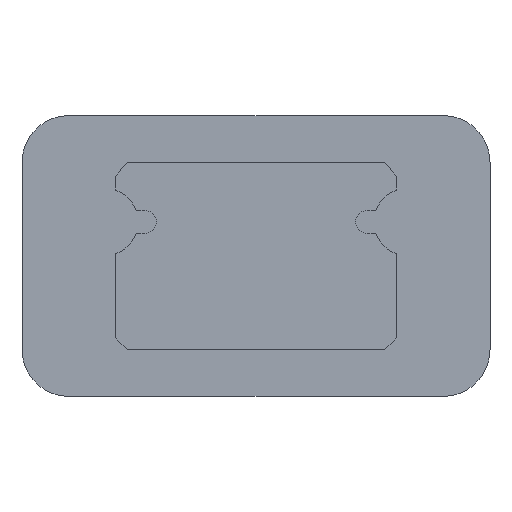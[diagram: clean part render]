
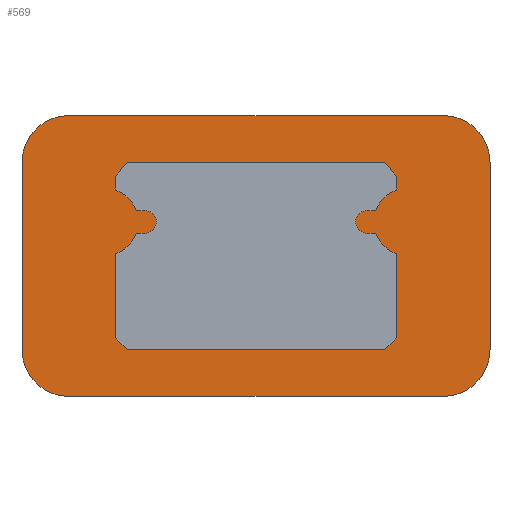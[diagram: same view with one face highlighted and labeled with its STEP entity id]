
A CAD part, front view. The second image highlights one B-rep face of the part: STEP entity #569.
In plain terms, the highlighted planar face has unit normal (0, -1, 0).
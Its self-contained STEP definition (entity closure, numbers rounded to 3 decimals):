
#15=FACE_BOUND('',#81,.T.);
#16=CIRCLE('',#613,1.44);
#18=CIRCLE('',#617,2.);
#19=CIRCLE('',#618,2.);
#20=CIRCLE('',#619,2.);
#21=CIRCLE('',#620,2.);
#22=CIRCLE('',#621,0.5);
#23=CIRCLE('',#622,1.44);
#24=CIRCLE('',#623,1.44);
#25=CIRCLE('',#624,0.5);
#26=CIRCLE('',#625,1.44);
#49=FACE_OUTER_BOUND('',#80,.T.);
#80=EDGE_LOOP('',(#389,#390,#391,#392,#393,#394,#395,#396));
#81=EDGE_LOOP('',(#397,#398,#399,#400,#401,#402,#403,#404,#405,#406,#407,
#408,#409,#410,#411,#412,#413,#414,#415,#416));
#112=LINE('',#839,#176);
#116=LINE('',#853,#180);
#118=LINE('',#858,#182);
#119=LINE('',#862,#183);
#120=LINE('',#866,#184);
#121=LINE('',#870,#185);
#122=LINE('',#873,#186);
#123=LINE('',#878,#187);
#124=LINE('',#880,#188);
#125=LINE('',#882,#189);
#126=LINE('',#884,#190);
#127=LINE('',#886,#191);
#128=LINE('',#890,#192);
#129=LINE('',#894,#193);
#130=LINE('',#898,#194);
#131=LINE('',#900,#195);
#132=LINE('',#902,#196);
#133=LINE('',#903,#197);
#176=VECTOR('',#669,10.);
#180=VECTOR('',#681,10.);
#182=VECTOR('',#685,10.);
#183=VECTOR('',#688,10.);
#184=VECTOR('',#691,10.);
#185=VECTOR('',#694,10.);
#186=VECTOR('',#697,10.);
#187=VECTOR('',#702,10.);
#188=VECTOR('',#703,10.);
#189=VECTOR('',#704,10.);
#190=VECTOR('',#705,10.);
#191=VECTOR('',#706,10.);
#192=VECTOR('',#709,10.);
#193=VECTOR('',#712,10.);
#194=VECTOR('',#715,10.);
#195=VECTOR('',#716,10.);
#196=VECTOR('',#717,10.);
#197=VECTOR('',#718,10.);
#238=VERTEX_POINT('',#833);
#240=VERTEX_POINT('',#837);
#241=VERTEX_POINT('',#841);
#245=VERTEX_POINT('',#850);
#246=VERTEX_POINT('',#852);
#247=VERTEX_POINT('',#856);
#248=VERTEX_POINT('',#857);
#249=VERTEX_POINT('',#859);
#250=VERTEX_POINT('',#861);
#251=VERTEX_POINT('',#863);
#252=VERTEX_POINT('',#865);
#253=VERTEX_POINT('',#867);
#254=VERTEX_POINT('',#869);
#255=VERTEX_POINT('',#872);
#256=VERTEX_POINT('',#875);
#257=VERTEX_POINT('',#877);
#258=VERTEX_POINT('',#879);
#259=VERTEX_POINT('',#881);
#260=VERTEX_POINT('',#883);
#261=VERTEX_POINT('',#885);
#262=VERTEX_POINT('',#887);
#263=VERTEX_POINT('',#889);
#264=VERTEX_POINT('',#891);
#265=VERTEX_POINT('',#893);
#266=VERTEX_POINT('',#895);
#267=VERTEX_POINT('',#897);
#268=VERTEX_POINT('',#899);
#269=VERTEX_POINT('',#901);
#296=EDGE_CURVE('',#240,#238,#112,.T.);
#297=EDGE_CURVE('',#238,#241,#16,.T.);
#302=EDGE_CURVE('',#245,#246,#116,.T.);
#304=EDGE_CURVE('',#247,#248,#118,.T.);
#305=EDGE_CURVE('',#249,#248,#18,.T.);
#306=EDGE_CURVE('',#249,#250,#119,.T.);
#307=EDGE_CURVE('',#251,#250,#19,.T.);
#308=EDGE_CURVE('',#251,#252,#120,.T.);
#309=EDGE_CURVE('',#253,#252,#20,.T.);
#310=EDGE_CURVE('',#253,#254,#121,.T.);
#311=EDGE_CURVE('',#247,#254,#21,.T.);
#312=EDGE_CURVE('',#241,#255,#122,.T.);
#313=EDGE_CURVE('',#246,#240,#22,.T.);
#314=EDGE_CURVE('',#256,#245,#23,.T.);
#315=EDGE_CURVE('',#257,#256,#123,.T.);
#316=EDGE_CURVE('',#258,#257,#124,.T.);
#317=EDGE_CURVE('',#259,#258,#125,.T.);
#318=EDGE_CURVE('',#260,#259,#126,.T.);
#319=EDGE_CURVE('',#261,#260,#127,.T.);
#320=EDGE_CURVE('',#262,#261,#24,.T.);
#321=EDGE_CURVE('',#263,#262,#128,.T.);
#322=EDGE_CURVE('',#264,#263,#25,.T.);
#323=EDGE_CURVE('',#265,#264,#129,.T.);
#324=EDGE_CURVE('',#266,#265,#26,.T.);
#325=EDGE_CURVE('',#267,#266,#130,.T.);
#326=EDGE_CURVE('',#268,#267,#131,.T.);
#327=EDGE_CURVE('',#269,#268,#132,.T.);
#328=EDGE_CURVE('',#255,#269,#133,.T.);
#389=ORIENTED_EDGE('',*,*,#304,.T.);
#390=ORIENTED_EDGE('',*,*,#305,.F.);
#391=ORIENTED_EDGE('',*,*,#306,.T.);
#392=ORIENTED_EDGE('',*,*,#307,.F.);
#393=ORIENTED_EDGE('',*,*,#308,.T.);
#394=ORIENTED_EDGE('',*,*,#309,.F.);
#395=ORIENTED_EDGE('',*,*,#310,.T.);
#396=ORIENTED_EDGE('',*,*,#311,.F.);
#397=ORIENTED_EDGE('',*,*,#312,.F.);
#398=ORIENTED_EDGE('',*,*,#297,.F.);
#399=ORIENTED_EDGE('',*,*,#296,.F.);
#400=ORIENTED_EDGE('',*,*,#313,.F.);
#401=ORIENTED_EDGE('',*,*,#302,.F.);
#402=ORIENTED_EDGE('',*,*,#314,.F.);
#403=ORIENTED_EDGE('',*,*,#315,.F.);
#404=ORIENTED_EDGE('',*,*,#316,.F.);
#405=ORIENTED_EDGE('',*,*,#317,.F.);
#406=ORIENTED_EDGE('',*,*,#318,.F.);
#407=ORIENTED_EDGE('',*,*,#319,.F.);
#408=ORIENTED_EDGE('',*,*,#320,.F.);
#409=ORIENTED_EDGE('',*,*,#321,.F.);
#410=ORIENTED_EDGE('',*,*,#322,.F.);
#411=ORIENTED_EDGE('',*,*,#323,.F.);
#412=ORIENTED_EDGE('',*,*,#324,.F.);
#413=ORIENTED_EDGE('',*,*,#325,.F.);
#414=ORIENTED_EDGE('',*,*,#326,.F.);
#415=ORIENTED_EDGE('',*,*,#327,.F.);
#416=ORIENTED_EDGE('',*,*,#328,.F.);
#547=PLANE('',#616);
#569=ADVANCED_FACE('',(#49,#15),#547,.T.);
#613=AXIS2_PLACEMENT_3D('',#842,#672,#673);
#616=AXIS2_PLACEMENT_3D('',#855,#683,#684);
#617=AXIS2_PLACEMENT_3D('',#860,#686,#687);
#618=AXIS2_PLACEMENT_3D('',#864,#689,#690);
#619=AXIS2_PLACEMENT_3D('',#868,#692,#693);
#620=AXIS2_PLACEMENT_3D('',#871,#695,#696);
#621=AXIS2_PLACEMENT_3D('',#874,#698,#699);
#622=AXIS2_PLACEMENT_3D('',#876,#700,#701);
#623=AXIS2_PLACEMENT_3D('',#888,#707,#708);
#624=AXIS2_PLACEMENT_3D('',#892,#710,#711);
#625=AXIS2_PLACEMENT_3D('',#896,#713,#714);
#669=DIRECTION('',(-1.,0.,0.));
#672=DIRECTION('center_axis',(0.,1.,0.));
#673=DIRECTION('ref_axis',(0.489,0.,-0.872));
#681=DIRECTION('',(1.,0.,0.));
#683=DIRECTION('center_axis',(0.,-1.,0.));
#684=DIRECTION('ref_axis',(0.,0.,-1.));
#685=DIRECTION('',(1.,0.,0.));
#686=DIRECTION('center_axis',(0.,1.,0.));
#687=DIRECTION('ref_axis',(0.707,0.,-0.707));
#688=DIRECTION('',(0.,0.,1.));
#689=DIRECTION('center_axis',(0.,1.,0.));
#690=DIRECTION('ref_axis',(0.707,0.,0.707));
#691=DIRECTION('',(-1.,0.,0.));
#692=DIRECTION('center_axis',(0.,1.,0.));
#693=DIRECTION('ref_axis',(-0.707,0.,0.707));
#694=DIRECTION('',(0.,0.,-1.));
#695=DIRECTION('center_axis',(0.,1.,0.));
#696=DIRECTION('ref_axis',(-0.707,0.,-0.707));
#697=DIRECTION('',(0.,0.,-1.));
#698=DIRECTION('center_axis',(0.,1.,0.));
#699=DIRECTION('ref_axis',(-0.31,0.,-0.951));
#700=DIRECTION('center_axis',(0.,1.,0.));
#701=DIRECTION('ref_axis',(0.872,0.,0.489));
#702=DIRECTION('',(0.,0.,-1.));
#703=DIRECTION('',(-0.648,0.,-0.762));
#704=DIRECTION('',(-1.,0.,0.));
#705=DIRECTION('',(-0.648,0.,0.762));
#706=DIRECTION('',(0.,0.,1.));
#707=DIRECTION('center_axis',(0.,1.,0.));
#708=DIRECTION('ref_axis',(-0.489,0.,0.872));
#709=DIRECTION('',(1.,0.,0.));
#710=DIRECTION('center_axis',(0.,1.,0.));
#711=DIRECTION('ref_axis',(0.31,0.,0.951));
#712=DIRECTION('',(-1.,0.,0.));
#713=DIRECTION('center_axis',(0.,1.,0.));
#714=DIRECTION('ref_axis',(-0.872,0.,-0.489));
#715=DIRECTION('',(0.,0.,1.));
#716=DIRECTION('',(0.707,0.,0.707));
#717=DIRECTION('',(1.,0.,0.));
#718=DIRECTION('',(0.707,0.,-0.707));
#833=CARTESIAN_POINT('',(-5.116,547.,4.981));
#837=CARTESIAN_POINT('',(-4.919,547.,4.981));
#839=CARTESIAN_POINT('',(-2.565,547.,4.981));
#841=CARTESIAN_POINT('',(-6.,547.,4.097));
#842=CARTESIAN_POINT('Origin',(-6.475,547.,5.456));
#850=CARTESIAN_POINT('',(-5.116,547.,5.931));
#852=CARTESIAN_POINT('',(-4.919,547.,5.931));
#853=CARTESIAN_POINT('',(-2.565,547.,5.931));
#855=CARTESIAN_POINT('Origin',(0.,547.,4.));
#856=CARTESIAN_POINT('',(-8.,547.,-2.));
#857=CARTESIAN_POINT('',(8.,547.,-2.));
#858=CARTESIAN_POINT('',(10.,547.,-2.));
#859=CARTESIAN_POINT('',(10.,547.,0.));
#860=CARTESIAN_POINT('Origin',(8.,547.,0.));
#861=CARTESIAN_POINT('',(10.,547.,8.));
#862=CARTESIAN_POINT('',(10.,547.,10.));
#863=CARTESIAN_POINT('',(8.,547.,10.));
#864=CARTESIAN_POINT('Origin',(8.,547.,8.));
#865=CARTESIAN_POINT('',(-8.,547.,10.));
#866=CARTESIAN_POINT('',(-10.,547.,10.));
#867=CARTESIAN_POINT('',(-10.,547.,8.));
#868=CARTESIAN_POINT('Origin',(-8.,547.,8.));
#869=CARTESIAN_POINT('',(-10.,547.,0.));
#870=CARTESIAN_POINT('',(-10.,547.,-2.));
#871=CARTESIAN_POINT('Origin',(-8.,547.,0.));
#872=CARTESIAN_POINT('',(-6.,547.,0.5));
#873=CARTESIAN_POINT('',(-6.,547.,3.205));
#874=CARTESIAN_POINT('Origin',(-4.764,547.,5.456));
#875=CARTESIAN_POINT('',(-6.,547.,6.815));
#876=CARTESIAN_POINT('Origin',(-6.475,547.,5.456));
#877=CARTESIAN_POINT('',(-6.,547.,7.412));
#878=CARTESIAN_POINT('',(-6.,547.,5.501));
#879=CARTESIAN_POINT('',(-5.5,547.,8.));
#880=CARTESIAN_POINT('',(-5.458,547.,8.049));
#881=CARTESIAN_POINT('',(5.5,547.,8.));
#882=CARTESIAN_POINT('',(0.,547.,8.));
#883=CARTESIAN_POINT('',(6.,547.,7.412));
#884=CARTESIAN_POINT('',(5.458,547.,8.049));
#885=CARTESIAN_POINT('',(6.,547.,6.815));
#886=CARTESIAN_POINT('',(6.,547.,5.501));
#887=CARTESIAN_POINT('',(5.116,547.,5.931));
#888=CARTESIAN_POINT('Origin',(6.475,547.,5.456));
#889=CARTESIAN_POINT('',(4.919,547.,5.931));
#890=CARTESIAN_POINT('',(2.565,547.,5.931));
#891=CARTESIAN_POINT('',(4.919,547.,4.981));
#892=CARTESIAN_POINT('Origin',(4.764,547.,5.456));
#893=CARTESIAN_POINT('',(5.116,547.,4.981));
#894=CARTESIAN_POINT('',(2.565,547.,4.981));
#895=CARTESIAN_POINT('',(6.,547.,4.097));
#896=CARTESIAN_POINT('Origin',(6.475,547.,5.456));
#897=CARTESIAN_POINT('',(6.,547.,0.5));
#898=CARTESIAN_POINT('',(6.,547.,5.501));
#899=CARTESIAN_POINT('',(5.5,547.,0.));
#900=CARTESIAN_POINT('',(5.25,547.,-0.25));
#901=CARTESIAN_POINT('',(-5.5,547.,0.));
#902=CARTESIAN_POINT('',(0.,547.,0.));
#903=CARTESIAN_POINT('',(-5.25,547.,-0.25));
